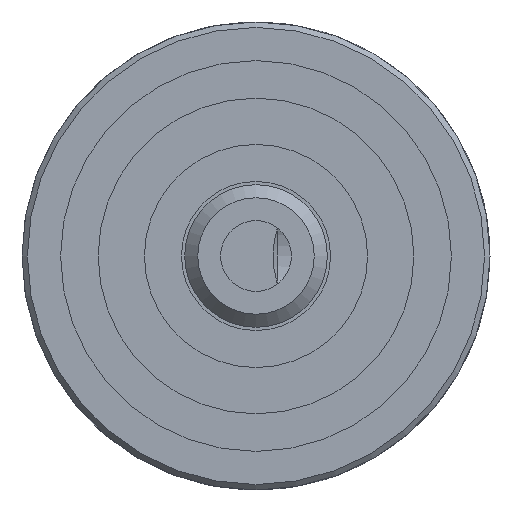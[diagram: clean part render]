
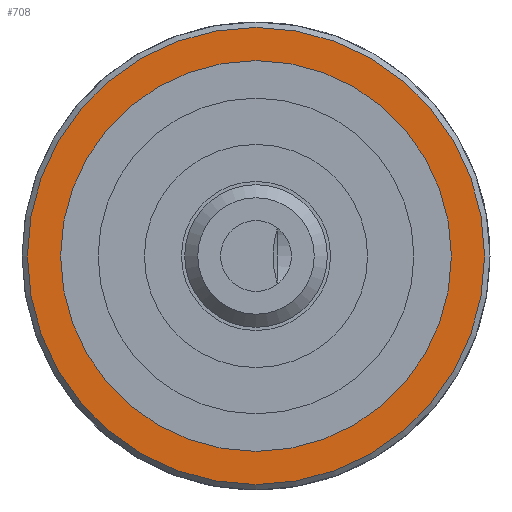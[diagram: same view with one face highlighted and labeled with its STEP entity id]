
A CAD part, left-side view. The second image highlights one B-rep face of the part: STEP entity #708.
In plain terms, the highlighted planar face has unit normal (-1, 0, 0).
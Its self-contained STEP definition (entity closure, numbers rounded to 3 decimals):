
#115=FACE_BOUND('',#254,.T.);
#173=FACE_OUTER_BOUND('',#253,.T.);
#253=EDGE_LOOP('',(#578));
#254=EDGE_LOOP('',(#579));
#334=CIRCLE('',#790,21.);
#336=CIRCLE('',#793,17.95);
#402=VERTEX_POINT('',#1504);
#404=VERTEX_POINT('',#1509);
#476=EDGE_CURVE('',#402,#402,#334,.T.);
#478=EDGE_CURVE('',#404,#404,#336,.T.);
#578=ORIENTED_EDGE('',*,*,#476,.F.);
#579=ORIENTED_EDGE('',*,*,#478,.T.);
#665=PLANE('',#792);
#708=ADVANCED_FACE('',(#173,#115),#665,.T.);
#790=AXIS2_PLACEMENT_3D('',#1505,#963,#964);
#792=AXIS2_PLACEMENT_3D('',#1508,#967,#968);
#793=AXIS2_PLACEMENT_3D('',#1510,#969,#970);
#963=DIRECTION('center_axis',(1.,0.,0.));
#964=DIRECTION('ref_axis',(0.,-1.,0.));
#967=DIRECTION('center_axis',(-1.,0.,0.));
#968=DIRECTION('ref_axis',(0.,0.,1.));
#969=DIRECTION('center_axis',(1.,0.,0.));
#970=DIRECTION('ref_axis',(0.,1.,0.));
#1504=CARTESIAN_POINT('',(24.,21.,0.));
#1505=CARTESIAN_POINT('Origin',(24.,0.,0.));
#1508=CARTESIAN_POINT('Origin',(24.,19.725,0.));
#1509=CARTESIAN_POINT('',(24.,17.95,0.));
#1510=CARTESIAN_POINT('Origin',(24.,0.,0.));
